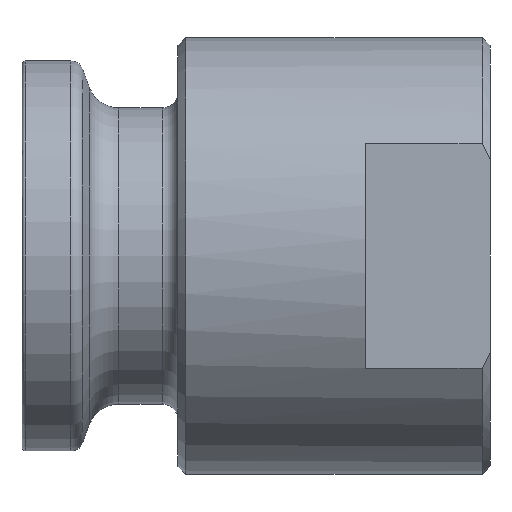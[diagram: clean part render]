
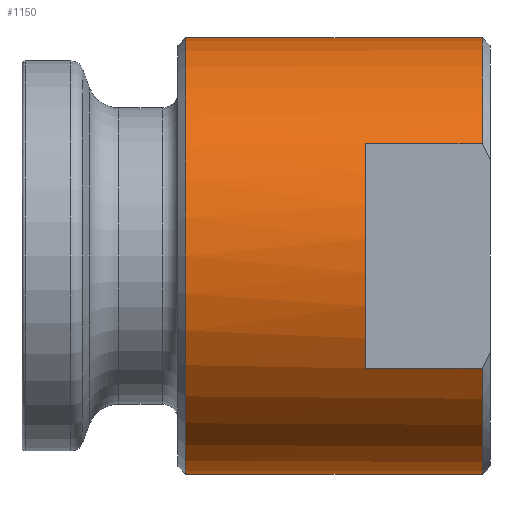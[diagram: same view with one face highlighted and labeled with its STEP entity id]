
A CAD part, front view. The second image highlights one B-rep face of the part: STEP entity #1150.
In plain terms, the highlighted cylindrical face has radius 14 mm (diameter 28 mm), a partial arc.
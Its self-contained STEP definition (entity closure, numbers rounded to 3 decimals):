
#40 = ORIENTED_EDGE ( 'NONE', *, *, #927, .T. ) ;
#70 = VERTEX_POINT ( 'NONE', #112 ) ;
#86 = AXIS2_PLACEMENT_3D ( 'NONE', #1228, #1337, #347 ) ;
#112 = CARTESIAN_POINT ( 'NONE',  ( 10.5, 0., 14. ) ) ;
#129 = CIRCLE ( 'NONE', #1303, 14. ) ;
#149 = CARTESIAN_POINT ( 'NONE',  ( 29.5, -12., 7.211 ) ) ;
#173 = EDGE_CURVE ( 'NONE', #803, #70, #788, .T. ) ;
#183 = CARTESIAN_POINT ( 'NONE',  ( 22., -12., 7.211 ) ) ;
#229 = CYLINDRICAL_SURFACE ( 'NONE', #86, 14. ) ;
#242 = EDGE_CURVE ( 'NONE', #550, #803, #129, .T. ) ;
#260 = DIRECTION ( 'NONE',  ( -1., 0., 0. ) ) ;
#287 = EDGE_CURVE ( 'NONE', #1384, #550, #327, .T. ) ;
#293 = AXIS2_PLACEMENT_3D ( 'NONE', #1281, #776, #1408 ) ;
#298 = AXIS2_PLACEMENT_3D ( 'NONE', #499, #260, #935 ) ;
#305 = LINE ( 'NONE', #647, #1209 ) ;
#307 = ORIENTED_EDGE ( 'NONE', *, *, #1042, .F. ) ;
#327 = LINE ( 'NONE', #454, #1047 ) ;
#337 = DIRECTION ( 'NONE',  ( -1., 0., 0. ) ) ;
#347 = DIRECTION ( 'NONE',  ( 0., 0., 1. ) ) ;
#358 = CARTESIAN_POINT ( 'NONE',  ( 29.5, 0., -14. ) ) ;
#365 = DIRECTION ( 'NONE',  ( -1., 0., 0. ) ) ;
#404 = DIRECTION ( 'NONE',  ( 0., 0., 1. ) ) ;
#443 = EDGE_CURVE ( 'NONE', #651, #70, #560, .T. ) ;
#454 = CARTESIAN_POINT ( 'NONE',  ( 0., -12., 7.211 ) ) ;
#471 = FACE_OUTER_BOUND ( 'NONE', #1366, .T. ) ;
#474 = CARTESIAN_POINT ( 'NONE',  ( 10.5, 0., -14. ) ) ;
#483 = ORIENTED_EDGE ( 'NONE', *, *, #443, .F. ) ;
#499 = CARTESIAN_POINT ( 'NONE',  ( 29.5, 0., 0. ) ) ;
#539 = DIRECTION ( 'NONE',  ( -1., 0., 0. ) ) ;
#549 = LINE ( 'NONE', #877, #1212 ) ;
#550 = VERTEX_POINT ( 'NONE', #149 ) ;
#560 = CIRCLE ( 'NONE', #1143, 14. ) ;
#594 = DIRECTION ( 'NONE',  ( 1., 0., 0. ) ) ;
#647 = CARTESIAN_POINT ( 'NONE',  ( 0., -12., -7.211 ) ) ;
#651 = VERTEX_POINT ( 'NONE', #474 ) ;
#685 = VERTEX_POINT ( 'NONE', #358 ) ;
#712 = EDGE_CURVE ( 'NONE', #685, #1009, #1167, .T. ) ;
#742 = CIRCLE ( 'NONE', #293, 14. ) ;
#759 = CARTESIAN_POINT ( 'NONE',  ( 29.5, -12., -7.211 ) ) ;
#776 = DIRECTION ( 'NONE',  ( 1., 0., 0. ) ) ;
#788 = LINE ( 'NONE', #805, #1258 ) ;
#803 = VERTEX_POINT ( 'NONE', #1277 ) ;
#805 = CARTESIAN_POINT ( 'NONE',  ( 0., 0., 14. ) ) ;
#835 = DIRECTION ( 'NONE',  ( -1., 0., 0. ) ) ;
#837 = ORIENTED_EDGE ( 'NONE', *, *, #287, .T. ) ;
#847 = DIRECTION ( 'NONE',  ( 0., 0., 1. ) ) ;
#877 = CARTESIAN_POINT ( 'NONE',  ( 0., 0., -14. ) ) ;
#890 = ORIENTED_EDGE ( 'NONE', *, *, #971, .F. ) ;
#927 = EDGE_CURVE ( 'NONE', #1009, #1231, #305, .T. ) ;
#935 = DIRECTION ( 'NONE',  ( 0., 0., 1. ) ) ;
#971 = EDGE_CURVE ( 'NONE', #1384, #1231, #742, .T. ) ;
#1009 = VERTEX_POINT ( 'NONE', #759 ) ;
#1042 = EDGE_CURVE ( 'NONE', #685, #651, #549, .T. ) ;
#1047 = VECTOR ( 'NONE', #594, 1000. ) ;
#1050 = CARTESIAN_POINT ( 'NONE',  ( 29.5, 0., 0. ) ) ;
#1068 = ORIENTED_EDGE ( 'NONE', *, *, #173, .T. ) ;
#1143 = AXIS2_PLACEMENT_3D ( 'NONE', #1341, #365, #404 ) ;
#1150 = ADVANCED_FACE ( 'NONE', ( #471 ), #229, .T. ) ;
#1167 = CIRCLE ( 'NONE', #298, 14. ) ;
#1190 = DIRECTION ( 'NONE',  ( -1., 0., 0. ) ) ;
#1209 = VECTOR ( 'NONE', #539, 1000. ) ;
#1212 = VECTOR ( 'NONE', #1190, 1000. ) ;
#1224 = ORIENTED_EDGE ( 'NONE', *, *, #712, .T. ) ;
#1228 = CARTESIAN_POINT ( 'NONE',  ( 0., 0., 0. ) ) ;
#1231 = VERTEX_POINT ( 'NONE', #1279 ) ;
#1258 = VECTOR ( 'NONE', #337, 1000. ) ;
#1277 = CARTESIAN_POINT ( 'NONE',  ( 29.5, 0., 14. ) ) ;
#1279 = CARTESIAN_POINT ( 'NONE',  ( 22., -12., -7.211 ) ) ;
#1281 = CARTESIAN_POINT ( 'NONE',  ( 22., 0., 0. ) ) ;
#1303 = AXIS2_PLACEMENT_3D ( 'NONE', #1050, #835, #847 ) ;
#1329 = ORIENTED_EDGE ( 'NONE', *, *, #242, .T. ) ;
#1337 = DIRECTION ( 'NONE',  ( -1., 0., 0. ) ) ;
#1341 = CARTESIAN_POINT ( 'NONE',  ( 10.5, 0., 0. ) ) ;
#1366 = EDGE_LOOP ( 'NONE', ( #307, #1224, #40, #890, #837, #1329, #1068, #483 ) ) ;
#1384 = VERTEX_POINT ( 'NONE', #183 ) ;
#1408 = DIRECTION ( 'NONE',  ( 0., 0., -1. ) ) ;
